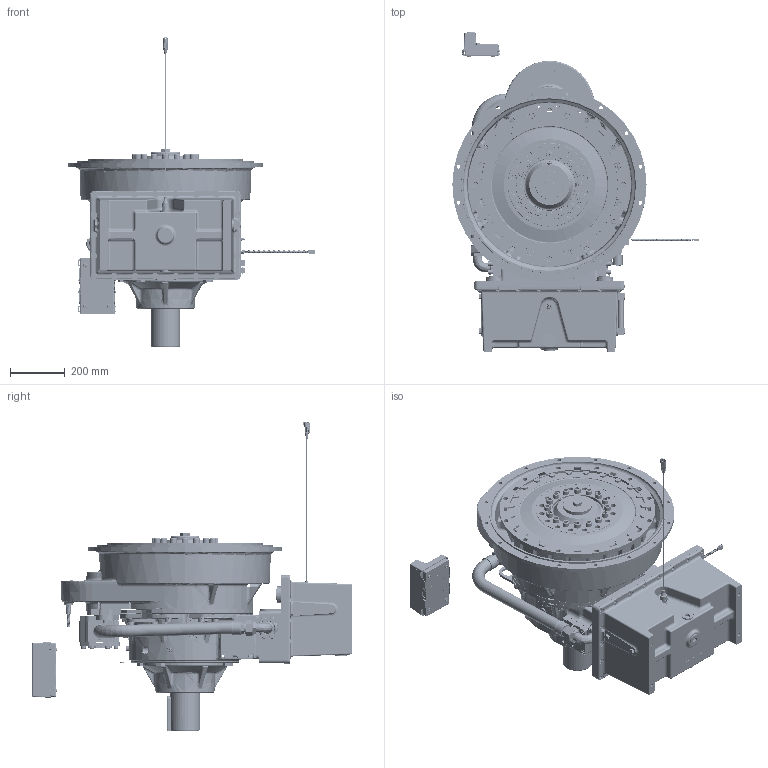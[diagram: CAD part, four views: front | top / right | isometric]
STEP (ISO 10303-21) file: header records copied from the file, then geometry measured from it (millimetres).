
FILE_DESCRIPTION (( 'STEP AP214' ), '1' );
FILE_NAME ('1027950Q.step', '2021-06-30T04:50:02', ( 'TDI' ), ( 'Twin Disc Inc' ), 'SwSTEP 2.0', 'SolidWorks 2019', '' );
FILE_SCHEMA (( 'AUTOMOTIVE_DESIGN' ));
Length unit declared in the file: millimetre
Products named in the file (1): 1027950Q
Bounding box: 905.68 x 1171.05 x 1132.15 mm (x, y, z)
Surface area: 4898390.7 mm2 (no closed solid volume)
Topology: 0 solids, 786 shells, 5290 faces, 27511 edges, 22694 vertices
Faces by surface type: plane 2314, cylinder 1451, bspline 726, cone 453, torus 260, sphere 86
Entity records: 470422 total; most frequent: CARTESIAN_POINT 212479, ORIENTED_EDGE 36868, DIRECTION 36168, EDGE_CURVE 27456, VERTEX_POINT 22682, VECTOR 14200, LINE 14200, AXIS2_PLACEMENT_3D 10984
